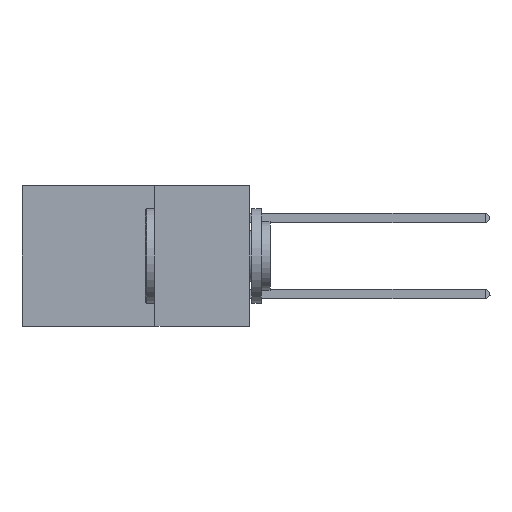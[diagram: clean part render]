
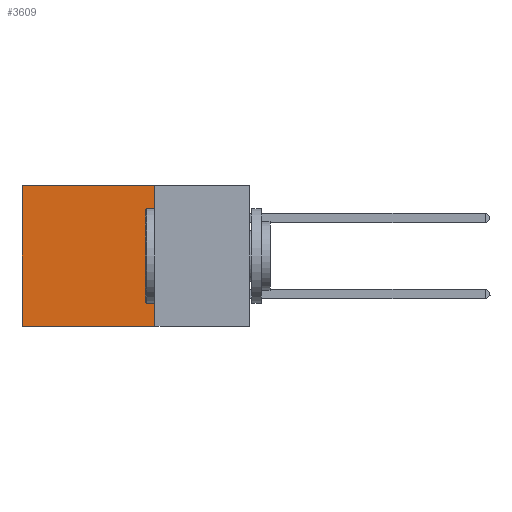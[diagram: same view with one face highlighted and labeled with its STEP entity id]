
A CAD part, left-side view. The second image highlights one B-rep face of the part: STEP entity #3609.
In plain terms, the highlighted planar face has unit normal (-1, 0, 0).
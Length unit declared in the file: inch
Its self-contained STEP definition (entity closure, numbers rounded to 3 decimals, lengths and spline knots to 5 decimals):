
#467 = VERTEX_POINT ( 'NONE', #17562 ) ;
#995 = CARTESIAN_POINT ( 'NONE',  ( 0.2875, 0.6, 0. ) ) ;
#1528 = DIRECTION ( 'NONE',  ( 0., 1., 0. ) ) ;
#2386 = VECTOR ( 'NONE', #1528, 39.37008 ) ;
#3609 = ADVANCED_FACE ( 'NONE', ( #30636 ), #35528, .F. ) ;
#5347 = CARTESIAN_POINT ( 'NONE',  ( 0.2875, 0.25, -0.37 ) ) ;
#5771 = EDGE_CURVE ( 'NONE', #24976, #22540, #21303, .T. ) ;
#6340 = CARTESIAN_POINT ( 'NONE',  ( 0.2875, 0.25, 0. ) ) ;
#8727 = CARTESIAN_POINT ( 'NONE',  ( 0.2875, 0.25, 0. ) ) ;
#8744 = CARTESIAN_POINT ( 'NONE',  ( 0.2875, 0.6, -0.37 ) ) ;
#10258 = EDGE_LOOP ( 'NONE', ( #21122, #14302, #37820, #15021 ) ) ;
#11827 = DIRECTION ( 'NONE',  ( 1., 0., 0. ) ) ;
#12654 = DIRECTION ( 'NONE',  ( 0., 0., -1. ) ) ;
#13502 = LINE ( 'NONE', #6340, #27345 ) ;
#13595 = EDGE_CURVE ( 'NONE', #16399, #22540, #28134, .T. ) ;
#14302 = ORIENTED_EDGE ( 'NONE', *, *, #5771, .F. ) ;
#14520 = DIRECTION ( 'NONE',  ( 0., 0., -1. ) ) ;
#14756 = VECTOR ( 'NONE', #12654, 39.37008 ) ;
#15021 = ORIENTED_EDGE ( 'NONE', *, *, #19785, .T. ) ;
#15116 = DIRECTION ( 'NONE',  ( 0., 0., -1. ) ) ;
#16399 = VERTEX_POINT ( 'NONE', #23935 ) ;
#17425 = AXIS2_PLACEMENT_3D ( 'NONE', #8727, #11827, #14520 ) ;
#17562 = CARTESIAN_POINT ( 'NONE',  ( 0.2875, 0.25, 0. ) ) ;
#19014 = DIRECTION ( 'NONE',  ( 0., 1., 0. ) ) ;
#19785 = EDGE_CURVE ( 'NONE', #467, #16399, #13502, .T. ) ;
#21122 = ORIENTED_EDGE ( 'NONE', *, *, #13595, .T. ) ;
#21303 = LINE ( 'NONE', #21420, #2386 ) ;
#21420 = CARTESIAN_POINT ( 'NONE',  ( 0.2875, 0.25, -0.37 ) ) ;
#22540 = VERTEX_POINT ( 'NONE', #8744 ) ;
#22911 = LINE ( 'NONE', #23899, #28441 ) ;
#23899 = CARTESIAN_POINT ( 'NONE',  ( 0.2875, 0.25, 0. ) ) ;
#23935 = CARTESIAN_POINT ( 'NONE',  ( 0.2875, 0.6, 0. ) ) ;
#24976 = VERTEX_POINT ( 'NONE', #5347 ) ;
#27345 = VECTOR ( 'NONE', #19014, 39.37008 ) ;
#28134 = LINE ( 'NONE', #995, #14756 ) ;
#28441 = VECTOR ( 'NONE', #15116, 39.37008 ) ;
#30636 = FACE_OUTER_BOUND ( 'NONE', #10258, .T. ) ;
#35528 = PLANE ( 'NONE',  #17425 ) ;
#37337 = EDGE_CURVE ( 'NONE', #467, #24976, #22911, .T. ) ;
#37820 = ORIENTED_EDGE ( 'NONE', *, *, #37337, .F. ) ;
